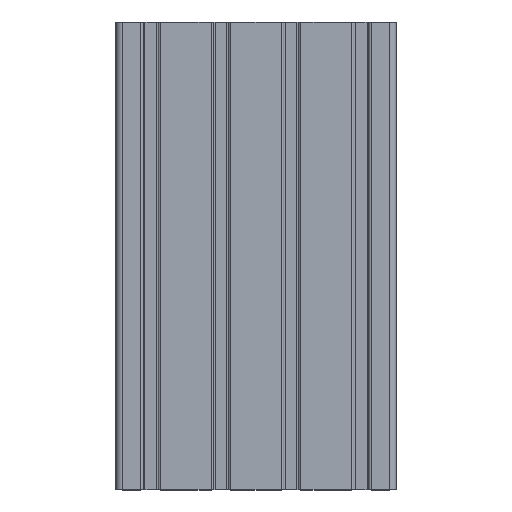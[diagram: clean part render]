
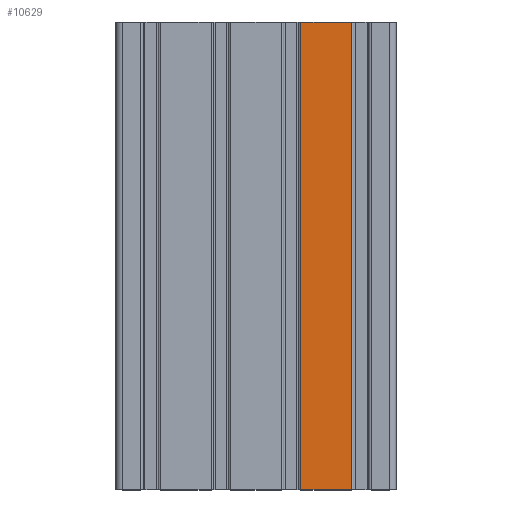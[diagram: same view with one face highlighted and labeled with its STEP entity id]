
A CAD part, top view. The second image highlights one B-rep face of the part: STEP entity #10629.
In plain terms, the highlighted planar face has unit normal (0, 0, 1).
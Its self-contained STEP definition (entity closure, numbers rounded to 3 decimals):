
#247=PLANE('',#11569);
#713=FACE_OUTER_BOUND('',#1259,.T.);
#1259=EDGE_LOOP('',(#8317,#8318,#8319,#8320));
#2205=LINE('',#17427,#3261);
#2206=LINE('',#17431,#3262);
#2207=LINE('',#17433,#3263);
#2208=LINE('',#17434,#3264);
#3261=VECTOR('',#14211,200.);
#3262=VECTOR('',#14216,21.65);
#3263=VECTOR('',#14217,200.);
#3264=VECTOR('',#14218,21.65);
#4877=VERTEX_POINT('',#17424);
#4878=VERTEX_POINT('',#17426);
#4879=VERTEX_POINT('',#17430);
#4880=VERTEX_POINT('',#17432);
#6332=EDGE_CURVE('',#4877,#4878,#2205,.T.);
#6334=EDGE_CURVE('',#4877,#4879,#2206,.T.);
#6335=EDGE_CURVE('',#4879,#4880,#2207,.T.);
#6336=EDGE_CURVE('',#4878,#4880,#2208,.T.);
#8317=ORIENTED_EDGE('',*,*,#6334,.T.);
#8318=ORIENTED_EDGE('',*,*,#6335,.T.);
#8319=ORIENTED_EDGE('',*,*,#6336,.F.);
#8320=ORIENTED_EDGE('',*,*,#6332,.F.);
#10629=ADVANCED_FACE('',(#713),#247,.T.);
#11569=AXIS2_PLACEMENT_3D('',#17429,#14214,#14215);
#14211=DIRECTION('',(0.,-1.,0.));
#14214=DIRECTION('center_axis',(0.,0.,1.));
#14215=DIRECTION('ref_axis',(1.,0.,0.));
#14216=DIRECTION('',(-1.,0.,0.));
#14217=DIRECTION('',(0.,-1.,0.));
#14218=DIRECTION('',(-1.,0.,0.));
#17424=CARTESIAN_POINT('',(40.825,200.,30.));
#17426=CARTESIAN_POINT('',(40.825,0.,30.));
#17427=CARTESIAN_POINT('',(40.825,0.,30.));
#17429=CARTESIAN_POINT('Origin',(19.175,0.,30.));
#17430=CARTESIAN_POINT('',(19.175,200.,30.));
#17431=CARTESIAN_POINT('',(9.587,200.,30.));
#17432=CARTESIAN_POINT('',(19.175,0.,30.));
#17433=CARTESIAN_POINT('',(19.175,0.,30.));
#17434=CARTESIAN_POINT('',(9.587,0.,30.));
